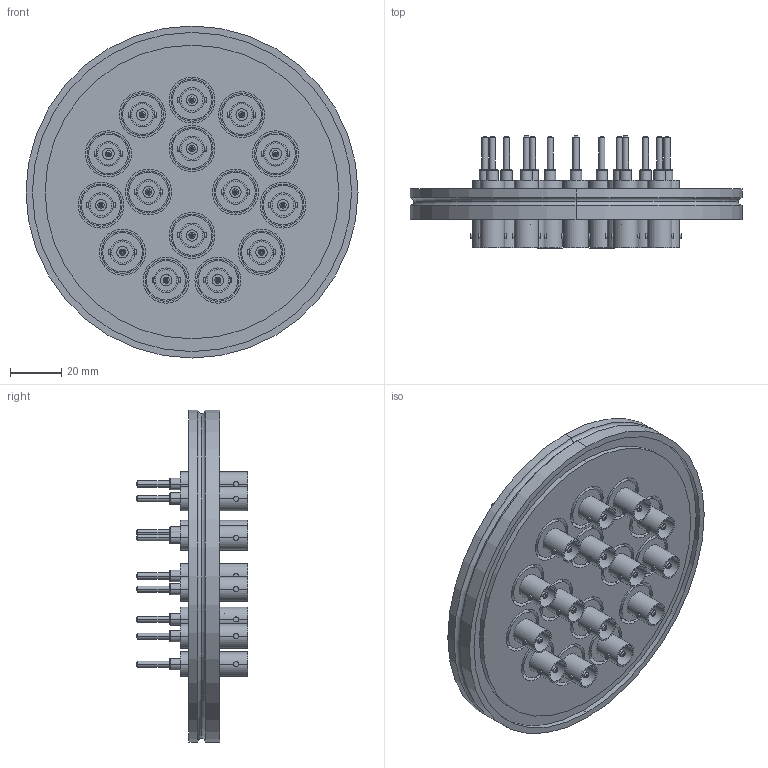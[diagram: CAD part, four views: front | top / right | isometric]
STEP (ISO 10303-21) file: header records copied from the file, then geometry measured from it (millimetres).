
FILE_DESCRIPTION (( 'STEP AP214' ), '1' );
FILE_NAME ('242-BNCF50-ISO100-15.STEP', '2017-05-11T07:09:17', ( 'allectra' ), ( 'Microsoft' ), 'SwSTEP 2.0', 'SolidWorks 2014', '' );
FILE_SCHEMA (( 'AUTOMOTIVE_DESIGN' ));
Length unit declared in the file: millimetre
Products named in the file (19): 242-BNCF50-I; 9441-ISO100-16.5-15; 242-BNCF50-ISO100-15; 9441-ISO100-16.5-15_DN100 ISO-K
Assembly tree (16 placements, depth 2):
  242-BNCF50-I
  9441-ISO100-16.5-15
  242-BNCF50-ISO100-15
    9441-ISO100-16.5-15_DN100 ISO-K
    242-BNCF50-I  x15
  242-BNCF50-I
  242-BNCF50-I
Bounding box: 130 x 43.75 x 130 mm (x, y, z)
Volume: 135774.2 mm3; surface area: 82105.7 mm2
Topology: 16 solids, 16 shells, 832 faces, 1692 edges, 1076 vertices
Faces by surface type: cylinder 492, plane 246, cone 60, torus 34
Entity records: 4716 total; most frequent: DIRECTION 858, CARTESIAN_POINT 762, ORIENTED_EDGE 640, AXIS2_PLACEMENT_3D 376, EDGE_CURVE 320, CIRCLE 210, VERTEX_POINT 208, EDGE_LOOP 206
